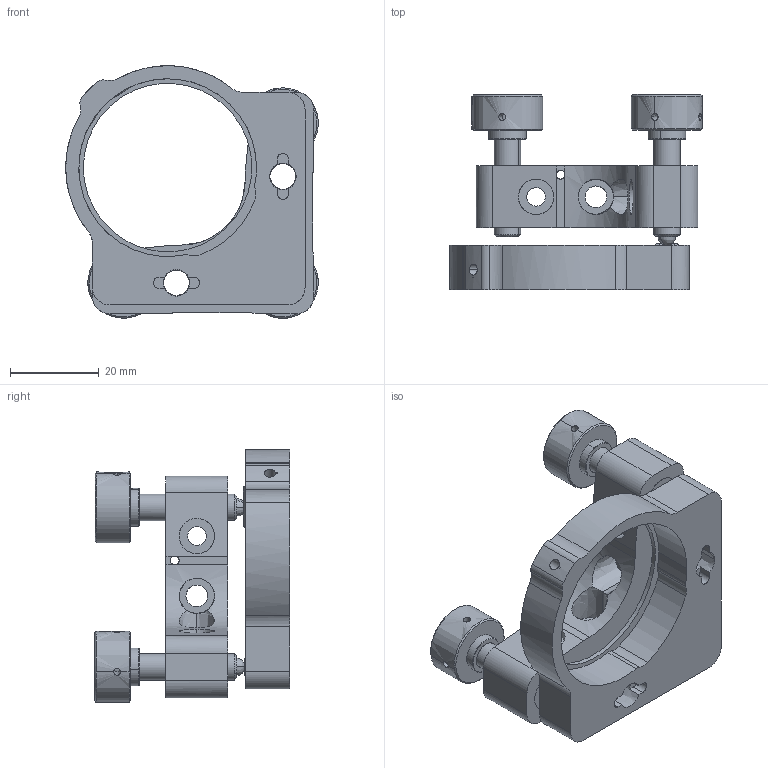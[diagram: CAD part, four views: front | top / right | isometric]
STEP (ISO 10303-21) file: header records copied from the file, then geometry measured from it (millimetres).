
FILE_DESCRIPTION(/* description */ (''),/* implementation_level */ '2;1');
FILE_NAME(/* name */ 'MMM3-B40-k',/* time_stamp */ '2024-08-08T12:24:24+03:00',/* author */ (''),/* organization */ (''),/* preprocessor_version */ 'ST-DEVELOPER v15',/* originating_system */ '',/* authorisation */ '');
FILE_SCHEMA (('AUTOMOTIVE_DESIGN'));
Length unit declared in the file: millimetre
Products named in the file (1): Document
Bounding box: 57 x 44.2 x 56.99 mm (x, y, z)
Volume: 33797.6 mm3; surface area: 21453.4 mm2
Topology: 14 solids, 14 shells, 842 faces, 2338 edges, 1544 vertices
Faces by surface type: bspline 433, plane 409
Entity records: 28910 total; most frequent: CARTESIAN_POINT 14655, ORIENTED_EDGE 4640, EDGE_CURVE 2320, B_SPLINE_CURVE_WITH_KNOTS 1559, VERTEX_POINT 1544, EDGE_LOOP 938, ADVANCED_FACE 842, FACE_OUTER_BOUND 842
